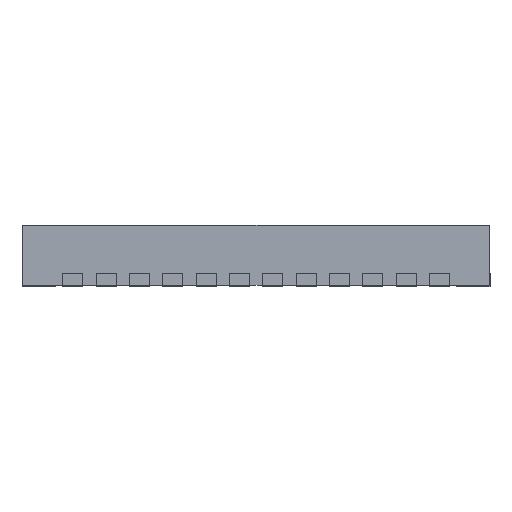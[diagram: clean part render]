
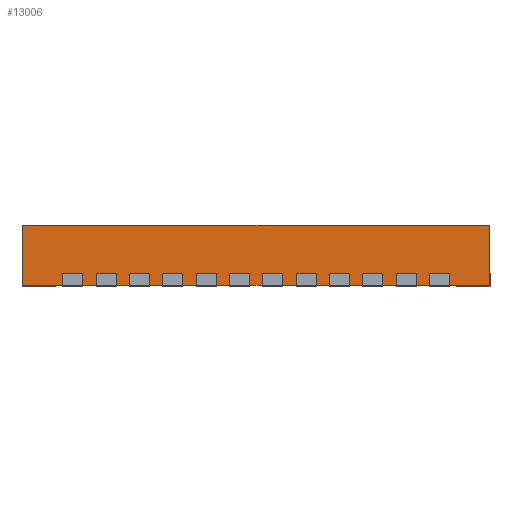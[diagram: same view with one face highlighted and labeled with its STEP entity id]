
A CAD part, left-side view. The second image highlights one B-rep face of the part: STEP entity #13006.
In plain terms, the highlighted planar face has unit normal (-1, 0, 0).
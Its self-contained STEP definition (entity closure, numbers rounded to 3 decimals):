
#842 = VECTOR ( 'NONE', #20296, 1000. ) ;
#1232 = DIRECTION ( 'NONE',  ( 1., 0., 0. ) ) ;
#1743 = VECTOR ( 'NONE', #22412, 1000. ) ;
#1952 = ORIENTED_EDGE ( 'NONE', *, *, #12193, .F. ) ;
#5805 = VERTEX_POINT ( 'NONE', #29289 ) ;
#7529 = LINE ( 'NONE', #15044, #13781 ) ;
#7542 = CARTESIAN_POINT ( 'NONE',  ( -3.5, 3.5, 0.93 ) ) ;
#7872 = LINE ( 'NONE', #15719, #842 ) ;
#9472 = ORIENTED_EDGE ( 'NONE', *, *, #31009, .T. ) ;
#9809 = DIRECTION ( 'NONE',  ( 0., -1., 0. ) ) ;
#10100 = LINE ( 'NONE', #17471, #1743 ) ;
#12193 = EDGE_CURVE ( 'NONE', #21454, #13479, #7872, .T. ) ;
#13006 = ADVANCED_FACE ( 'NONE', ( #30599 ), #23681, .F. ) ;
#13135 = ORIENTED_EDGE ( 'NONE', *, *, #21360, .T. ) ;
#13185 = CARTESIAN_POINT ( 'NONE',  ( -3.5, 3.5, 0.93 ) ) ;
#13240 = EDGE_LOOP ( 'NONE', ( #9472, #1952, #23067, #13135 ) ) ;
#13479 = VERTEX_POINT ( 'NONE', #17693 ) ;
#13781 = VECTOR ( 'NONE', #9809, 1000. ) ;
#15044 = CARTESIAN_POINT ( 'NONE',  ( -3.5, 3.5, 0.93 ) ) ;
#15719 = CARTESIAN_POINT ( 'NONE',  ( -3.5, -3.5, 0.93 ) ) ;
#16798 = DIRECTION ( 'NONE',  ( 0., 1., 0. ) ) ;
#17471 = CARTESIAN_POINT ( 'NONE',  ( -3.5, 3.5, 0.03 ) ) ;
#17497 = DIRECTION ( 'NONE',  ( 0., 0., -1. ) ) ;
#17693 = CARTESIAN_POINT ( 'NONE',  ( -3.5, -3.5, 0.03 ) ) ;
#19096 = CARTESIAN_POINT ( 'NONE',  ( -3.5, -3.5, 0.93 ) ) ;
#20296 = DIRECTION ( 'NONE',  ( 0., 0., -1. ) ) ;
#21295 = AXIS2_PLACEMENT_3D ( 'NONE', #13185, #1232, #16798 ) ;
#21360 = EDGE_CURVE ( 'NONE', #5805, #25503, #29969, .T. ) ;
#21454 = VERTEX_POINT ( 'NONE', #19096 ) ;
#22412 = DIRECTION ( 'NONE',  ( 0., -1., 0. ) ) ;
#23067 = ORIENTED_EDGE ( 'NONE', *, *, #24559, .F. ) ;
#23681 = PLANE ( 'NONE',  #21295 ) ;
#24559 = EDGE_CURVE ( 'NONE', #5805, #21454, #7529, .T. ) ;
#25503 = VERTEX_POINT ( 'NONE', #26827 ) ;
#26827 = CARTESIAN_POINT ( 'NONE',  ( -3.5, 3.5, 0.03 ) ) ;
#27722 = VECTOR ( 'NONE', #17497, 1000. ) ;
#29289 = CARTESIAN_POINT ( 'NONE',  ( -3.5, 3.5, 0.93 ) ) ;
#29969 = LINE ( 'NONE', #7542, #27722 ) ;
#30599 = FACE_OUTER_BOUND ( 'NONE', #13240, .T. ) ;
#31009 = EDGE_CURVE ( 'NONE', #25503, #13479, #10100, .T. ) ;
